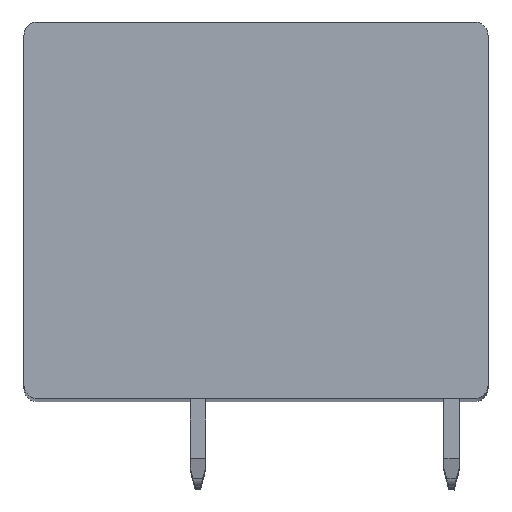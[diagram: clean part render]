
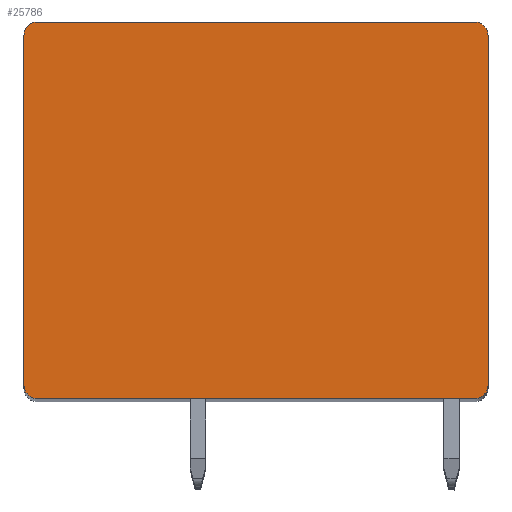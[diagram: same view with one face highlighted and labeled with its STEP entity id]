
A CAD part, top view. The second image highlights one B-rep face of the part: STEP entity #25786.
In plain terms, the highlighted planar face has unit normal (0, 0, 1).
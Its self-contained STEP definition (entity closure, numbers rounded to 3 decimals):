
#9629=CARTESIAN_POINT('',(-11.375,9.1,5.55));
#9630=DIRECTION('',(0.,0.,1.));
#9631=DIRECTION('',(0.,1.,0.));
#9632=AXIS2_PLACEMENT_3D('',#9629,#9630,#9631);
#9634=DIRECTION('',(-1.,0.,0.));
#9635=VECTOR('',#9634,22.75);
#9636=CARTESIAN_POINT('',(11.375,9.8,5.55));
#9637=LINE('',#9636,#9635);
#9638=CARTESIAN_POINT('',(11.375,9.1,5.55));
#9639=DIRECTION('',(0.,0.,1.));
#9640=DIRECTION('',(1.,0.,0.));
#9641=AXIS2_PLACEMENT_3D('',#9638,#9639,#9640);
#9643=DIRECTION('',(0.,1.,0.));
#9644=VECTOR('',#9643,18.2);
#9645=CARTESIAN_POINT('',(12.075,-9.1,5.55));
#9646=LINE('',#9645,#9644);
#9647=CARTESIAN_POINT('',(11.375,-9.1,5.55));
#9648=DIRECTION('',(0.,0.,1.));
#9649=DIRECTION('',(0.,-1.,0.));
#9650=AXIS2_PLACEMENT_3D('',#9647,#9648,#9649);
#9652=DIRECTION('',(1.,0.,0.));
#9653=VECTOR('',#9652,22.75);
#9654=CARTESIAN_POINT('',(-11.375,-9.8,5.55));
#9655=LINE('',#9654,#9653);
#9656=CARTESIAN_POINT('',(-11.375,-9.1,5.55));
#9657=DIRECTION('',(0.,0.,1.));
#9658=DIRECTION('',(-1.,0.,0.));
#9659=AXIS2_PLACEMENT_3D('',#9656,#9657,#9658);
#9661=DIRECTION('',(0.,-1.,0.));
#9662=VECTOR('',#9661,18.2);
#9663=CARTESIAN_POINT('',(-12.075,9.1,5.55));
#9664=LINE('',#9663,#9662);
#11248=CARTESIAN_POINT('',(-11.375,9.8,5.55));
#11249=CARTESIAN_POINT('',(-12.075,9.1,5.55));
#11250=VERTEX_POINT('',#11248);
#11251=VERTEX_POINT('',#11249);
#11256=CARTESIAN_POINT('',(12.075,9.1,5.55));
#11257=VERTEX_POINT('',#11256);
#11258=CARTESIAN_POINT('',(11.375,9.8,5.55));
#11259=VERTEX_POINT('',#11258);
#11264=CARTESIAN_POINT('',(11.375,-9.8,5.55));
#11265=VERTEX_POINT('',#11264);
#11266=CARTESIAN_POINT('',(12.075,-9.1,5.55));
#11267=VERTEX_POINT('',#11266);
#11272=CARTESIAN_POINT('',(-12.075,-9.1,5.55));
#11273=VERTEX_POINT('',#11272);
#11274=CARTESIAN_POINT('',(-11.375,-9.8,5.55));
#11275=VERTEX_POINT('',#11274);
#25771=CARTESIAN_POINT('',(0.,0.,5.55));
#25772=DIRECTION('',(0.,0.,1.));
#25773=DIRECTION('',(1.,0.,0.));
#25774=AXIS2_PLACEMENT_3D('',#25771,#25772,#25773);
#25775=PLANE('',#25774);
#25776=ORIENTED_EDGE('',*,*,#14129,.F.);
#25777=ORIENTED_EDGE('',*,*,#14191,.F.);
#25778=ORIENTED_EDGE('',*,*,#14588,.F.);
#25779=ORIENTED_EDGE('',*,*,#14603,.F.);
#25780=ORIENTED_EDGE('',*,*,#14616,.F.);
#25781=ORIENTED_EDGE('',*,*,#14631,.F.);
#25782=ORIENTED_EDGE('',*,*,#18148,.F.);
#25783=ORIENTED_EDGE('',*,*,#18160,.F.);
#25784=EDGE_LOOP('',(#25776,#25777,#25778,#25779,#25780,#25781,#25782,#25783));
#25785=FACE_OUTER_BOUND('',#25784,.F.);
#9633=CIRCLE('',#9632,0.7);
#9642=CIRCLE('',#9641,0.7);
#9651=CIRCLE('',#9650,0.7);
#9660=CIRCLE('',#9659,0.7);
#14129=EDGE_CURVE('',#11250,#11251,#9633,.T.);
#14191=EDGE_CURVE('',#11259,#11250,#9637,.T.);
#14588=EDGE_CURVE('',#11257,#11259,#9642,.T.);
#14603=EDGE_CURVE('',#11267,#11257,#9646,.T.);
#14616=EDGE_CURVE('',#11265,#11267,#9651,.T.);
#14631=EDGE_CURVE('',#11275,#11265,#9655,.T.);
#18148=EDGE_CURVE('',#11273,#11275,#9660,.T.);
#18160=EDGE_CURVE('',#11251,#11273,#9664,.T.);
#25786=ADVANCED_FACE('',(#25785),#25775,.T.);
